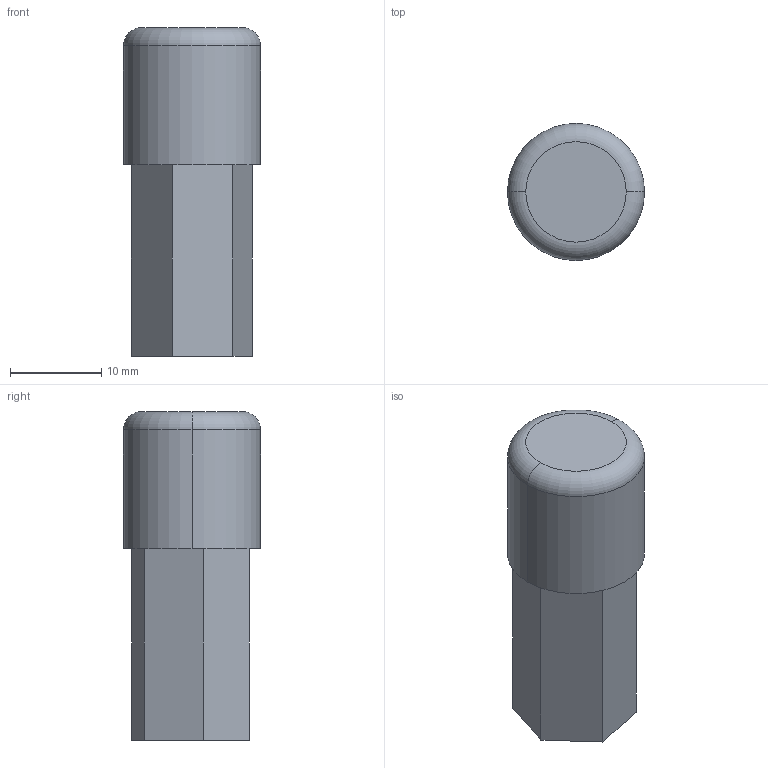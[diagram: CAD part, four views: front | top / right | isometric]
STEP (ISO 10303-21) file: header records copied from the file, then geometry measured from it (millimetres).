
FILE_DESCRIPTION (( 'STEP AP203' ), '1' );
FILE_NAME ('Actuator¢ó.STE', '2024-05-09T00:48:28', ( '' ), ( '' ), 'SwSTEP 2.0', 'SolidWorks 2024', '' );
FILE_SCHEMA (( 'CONFIG_CONTROL_DESIGN' ));
Length unit declared in the file: millimetre
Products named in the file (1): ActuatorⅢ
Bounding box: 15 x 15 x 36 mm (x, y, z)
Volume: 4989.1 mm3; surface area: 1960.8 mm2
Topology: 1 solids, 1 shells, 16 faces, 34 edges, 22 vertices
Faces by surface type: plane 10, cylinder 4, torus 2
Entity records: 511 total; most frequent: DIRECTION 80, CARTESIAN_POINT 73, ORIENTED_EDGE 68, EDGE_CURVE 34, AXIS2_PLACEMENT_3D 29, VERTEX_POINT 22, VECTOR 22, LINE 22
